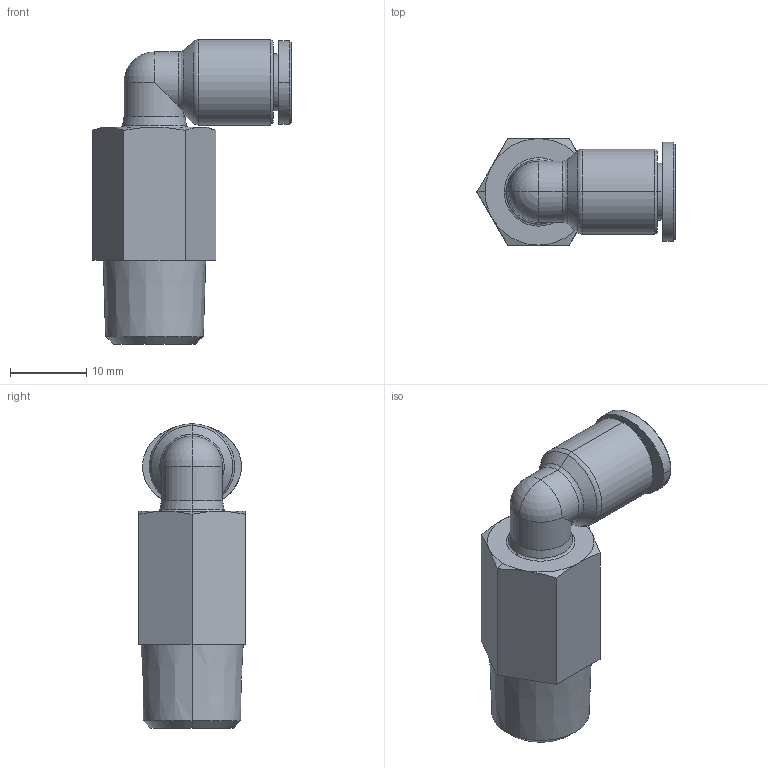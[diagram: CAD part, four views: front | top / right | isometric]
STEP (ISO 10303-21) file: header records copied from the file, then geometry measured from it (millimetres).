
FILE_DESCRIPTION((''),'2;1');
FILE_NAME('GPLL 0602(3D).stp','2012-12-21T11:08:45',(''),(''),'Mechanical Desktop.R8.0.24.0','Mechanical Desktop.R8.0.24.0',', , ');
FILE_SCHEMA(('CONFIG_CONTROL_DESIGN'));
Length unit declared in the file: millimetre
Products named in the file (2): GPLL 0602(3D); ºÎÇ°1
Assembly tree (1 placements, depth 2):
  GPLL 0602(3D)
    ºÎÇ°1
Bounding box: 26.03 x 14 x 40 mm (x, y, z)
Volume: 4608 mm3; surface area: 3366.7 mm2
Topology: 1 solids, 1 shells, 262 faces, 704 edges, 456 vertices
Faces by surface type: plane 177, bspline 34, cone 24, cylinder 23, sphere 2, torus 2
Entity records: 9173 total; most frequent: CARTESIAN_POINT 2596, ORIENTED_EDGE 1400, DIRECTION 1270, EDGE_CURVE 700, VECTOR 542, LINE 542, VERTEX_POINT 456, AXIS2_PLACEMENT_3D 364
